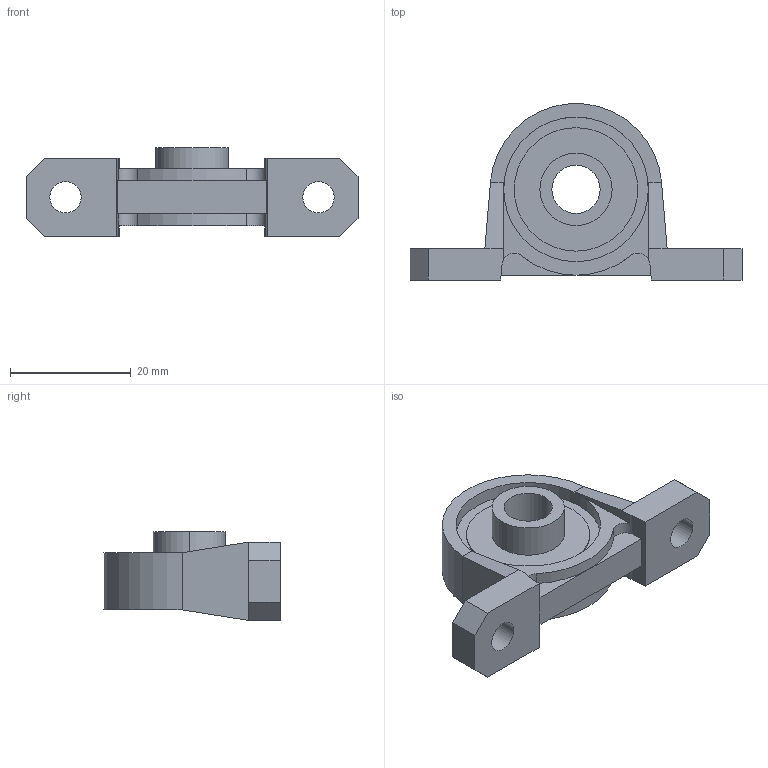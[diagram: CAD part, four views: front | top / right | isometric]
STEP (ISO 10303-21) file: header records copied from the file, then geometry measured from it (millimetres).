
FILE_DESCRIPTION (( 'STEP AP214' ), '1' );
FILE_NAME ('Ñáîðêà1.STEP', '2024-07-17T05:54:39', ( '' ), ( '' ), 'SwSTEP 2.0', 'SolidWorks 2024', '' );
FILE_SCHEMA (( 'AUTOMOTIVE_DESIGN' ));
Length unit declared in the file: millimetre
Products named in the file (2): Сборка1; B447 Опорный подшипник KP08 для валов Ø 8 мм_00
Assembly tree (1 placements, depth 2):
  Сборка1
    B447 Опорный подшипник KP08 для валов Ø 8 мм_00
Bounding box: 55.1 x 29.25 x 14.75 mm (x, y, z)
Volume: 6701.6 mm3; surface area: 5434.6 mm2
Topology: 3 solids, 3 shells, 64 faces, 158 edges, 102 vertices
Faces by surface type: plane 39, cylinder 25
Entity records: 1991 total; most frequent: DIRECTION 350, CARTESIAN_POINT 328, ORIENTED_EDGE 316, EDGE_CURVE 158, AXIS2_PLACEMENT_3D 124, VERTEX_POINT 102, LINE 102, VECTOR 102
